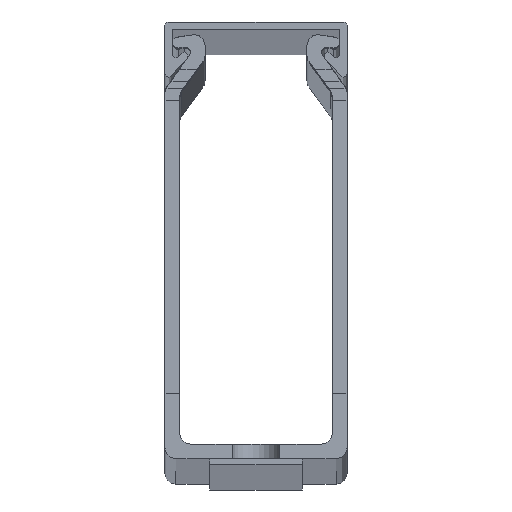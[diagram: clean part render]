
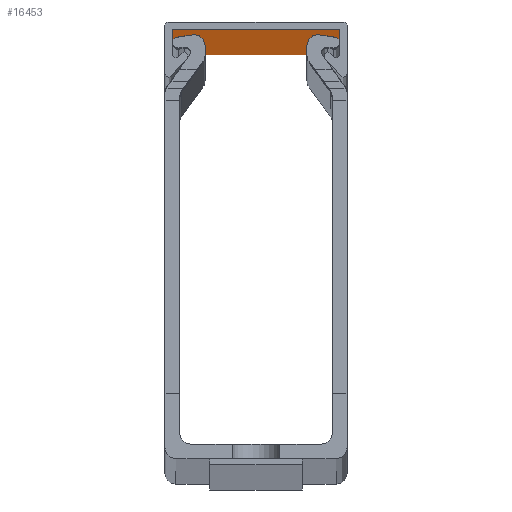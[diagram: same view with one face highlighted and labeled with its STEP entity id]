
A CAD part, top view. The second image highlights one B-rep face of the part: STEP entity #16453.
In plain terms, the highlighted planar face has unit normal (0, -1, 0).
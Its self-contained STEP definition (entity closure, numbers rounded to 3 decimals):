
#402 = DIRECTION ( 'NONE',  ( -1., 0., 0. ) ) ;
#1823 = DIRECTION ( 'NONE',  ( 0., 1., 0. ) ) ;
#4284 = EDGE_CURVE ( 'NONE', #10874, #26758, #29152, .T. ) ;
#5164 = EDGE_CURVE ( 'NONE', #31326, #10874, #30617, .T. ) ;
#5334 = EDGE_CURVE ( 'NONE', #28011, #26758, #21710, .T. ) ;
#6299 = CARTESIAN_POINT ( 'NONE',  ( -11.5, 59., 1026.373 ) ) ;
#6789 = CARTESIAN_POINT ( 'NONE',  ( 11.5, 59., 1026.373 ) ) ;
#8305 = VECTOR ( 'NONE', #402, 1000. ) ;
#8331 = CARTESIAN_POINT ( 'NONE',  ( 11.5, 59., 1000. ) ) ;
#8928 = ORIENTED_EDGE ( 'NONE', *, *, #9147, .T. ) ;
#9080 = VECTOR ( 'NONE', #27163, 1000. ) ;
#9147 = EDGE_CURVE ( 'NONE', #28011, #31326, #22908, .T. ) ;
#10148 = VECTOR ( 'NONE', #31590, 1000. ) ;
#10282 = CARTESIAN_POINT ( 'NONE',  ( -11.5, 59., 1000. ) ) ;
#10874 = VERTEX_POINT ( 'NONE', #13678 ) ;
#11573 = CARTESIAN_POINT ( 'NONE',  ( -11.5, 59., -1000. ) ) ;
#13678 = CARTESIAN_POINT ( 'NONE',  ( -11.5, 59., -1000. ) ) ;
#14322 = FACE_OUTER_BOUND ( 'NONE', #28298, .T. ) ;
#14367 = ORIENTED_EDGE ( 'NONE', *, *, #5334, .F. ) ;
#15786 = ORIENTED_EDGE ( 'NONE', *, *, #5164, .T. ) ;
#16453 = ADVANCED_FACE ( 'NONE', ( #14322 ), #24335, .F. ) ;
#17483 = VECTOR ( 'NONE', #21231, 1000. ) ;
#18085 = AXIS2_PLACEMENT_3D ( 'NONE', #6299, #1823, #32065 ) ;
#20952 = ORIENTED_EDGE ( 'NONE', *, *, #4284, .T. ) ;
#21231 = DIRECTION ( 'NONE',  ( 0., 0., -1. ) ) ;
#21710 = LINE ( 'NONE', #6789, #10148 ) ;
#22908 = LINE ( 'NONE', #10282, #8305 ) ;
#23695 = CARTESIAN_POINT ( 'NONE',  ( -11.5, 59., 1026.373 ) ) ;
#24335 = PLANE ( 'NONE',  #18085 ) ;
#26758 = VERTEX_POINT ( 'NONE', #28385 ) ;
#27163 = DIRECTION ( 'NONE',  ( 1., 0., 0. ) ) ;
#28011 = VERTEX_POINT ( 'NONE', #8331 ) ;
#28298 = EDGE_LOOP ( 'NONE', ( #14367, #8928, #15786, #20952 ) ) ;
#28385 = CARTESIAN_POINT ( 'NONE',  ( 11.5, 59., -1000. ) ) ;
#29152 = LINE ( 'NONE', #11573, #9080 ) ;
#30603 = CARTESIAN_POINT ( 'NONE',  ( -11.5, 59., 1000. ) ) ;
#30617 = LINE ( 'NONE', #23695, #17483 ) ;
#31326 = VERTEX_POINT ( 'NONE', #30603 ) ;
#31590 = DIRECTION ( 'NONE',  ( 0., 0., -1. ) ) ;
#32065 = DIRECTION ( 'NONE',  ( 0., 0., 1. ) ) ;
